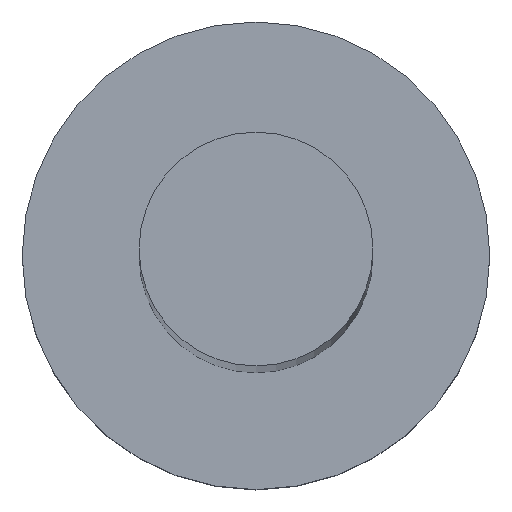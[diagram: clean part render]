
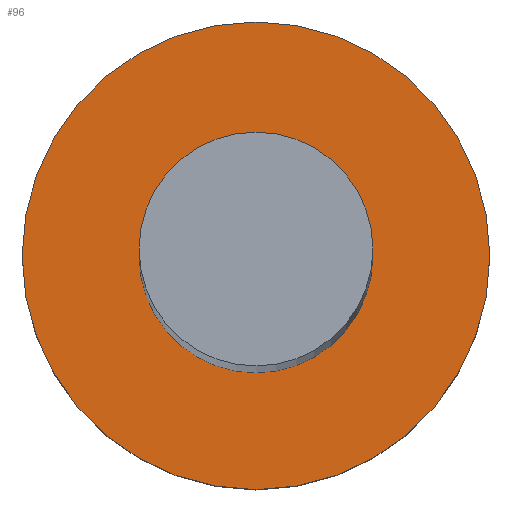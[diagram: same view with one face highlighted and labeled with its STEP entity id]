
A CAD part, top view. The second image highlights one B-rep face of the part: STEP entity #96.
In plain terms, the highlighted planar face has unit normal (0, 0, 1).
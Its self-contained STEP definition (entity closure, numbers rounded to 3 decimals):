
#3 = FACE_OUTER_BOUND ( 'NONE', #166, .T. ) ;
#13 = EDGE_CURVE ( 'NONE', #75, #185, #189, .T. ) ;
#14 = DIRECTION ( 'NONE',  ( 1., 0., 0. ) ) ;
#22 = CARTESIAN_POINT ( 'NONE',  ( 6., 0., 5. ) ) ;
#40 = CARTESIAN_POINT ( 'NONE',  ( 0., 0., 5. ) ) ;
#44 = EDGE_LOOP ( 'NONE', ( #125, #102 ) ) ;
#51 = DIRECTION ( 'NONE',  ( 1., 0., 0. ) ) ;
#58 = DIRECTION ( 'NONE',  ( 1., 0., 0. ) ) ;
#59 = CARTESIAN_POINT ( 'NONE',  ( 0., 0., 5. ) ) ;
#61 = CARTESIAN_POINT ( 'NONE',  ( 0., 0., 5. ) ) ;
#71 = DIRECTION ( 'NONE',  ( 0., 0., 1. ) ) ;
#73 = CARTESIAN_POINT ( 'NONE',  ( -6., 0., 5. ) ) ;
#75 = VERTEX_POINT ( 'NONE', #87 ) ;
#78 = CARTESIAN_POINT ( 'NONE',  ( 0., 0., 5. ) ) ;
#87 = CARTESIAN_POINT ( 'NONE',  ( 3., 0., 5. ) ) ;
#94 = DIRECTION ( 'NONE',  ( 0., 0., 1. ) ) ;
#96 = ADVANCED_FACE ( 'NONE', ( #247, #3 ), #255, .T. ) ;
#97 = CARTESIAN_POINT ( 'NONE',  ( -3., 0., 5. ) ) ;
#102 = ORIENTED_EDGE ( 'NONE', *, *, #13, .F. ) ;
#103 = DIRECTION ( 'NONE',  ( 1., 0., 0. ) ) ;
#112 = AXIS2_PLACEMENT_3D ( 'NONE', #61, #71, #58 ) ;
#113 = AXIS2_PLACEMENT_3D ( 'NONE', #158, #172, #103 ) ;
#125 = ORIENTED_EDGE ( 'NONE', *, *, #168, .F. ) ;
#129 = ORIENTED_EDGE ( 'NONE', *, *, #187, .T. ) ;
#135 = DIRECTION ( 'NONE',  ( 0., 0., 1. ) ) ;
#138 = DIRECTION ( 'NONE',  ( 0., 0., 1. ) ) ;
#141 = VERTEX_POINT ( 'NONE', #73 ) ;
#150 = CIRCLE ( 'NONE', #112, 6. ) ;
#155 = CIRCLE ( 'NONE', #196, 3. ) ;
#158 = CARTESIAN_POINT ( 'NONE',  ( 0., 0., 5. ) ) ;
#163 = VERTEX_POINT ( 'NONE', #22 ) ;
#166 = EDGE_LOOP ( 'NONE', ( #129, #202 ) ) ;
#167 = CIRCLE ( 'NONE', #169, 6. ) ;
#168 = EDGE_CURVE ( 'NONE', #185, #75, #155, .T. ) ;
#169 = AXIS2_PLACEMENT_3D ( 'NONE', #40, #94, #194 ) ;
#172 = DIRECTION ( 'NONE',  ( 0., 0., 1. ) ) ;
#185 = VERTEX_POINT ( 'NONE', #97 ) ;
#187 = EDGE_CURVE ( 'NONE', #141, #163, #167, .T. ) ;
#189 = CIRCLE ( 'NONE', #208, 3. ) ;
#194 = DIRECTION ( 'NONE',  ( 1., 0., 0. ) ) ;
#196 = AXIS2_PLACEMENT_3D ( 'NONE', #78, #135, #51 ) ;
#202 = ORIENTED_EDGE ( 'NONE', *, *, #217, .T. ) ;
#208 = AXIS2_PLACEMENT_3D ( 'NONE', #59, #138, #14 ) ;
#217 = EDGE_CURVE ( 'NONE', #163, #141, #150, .T. ) ;
#247 = FACE_BOUND ( 'NONE', #44, .T. ) ;
#255 = PLANE ( 'NONE',  #113 ) ;
